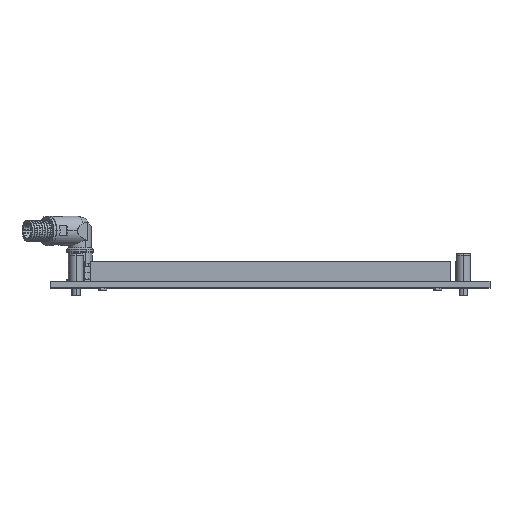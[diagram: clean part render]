
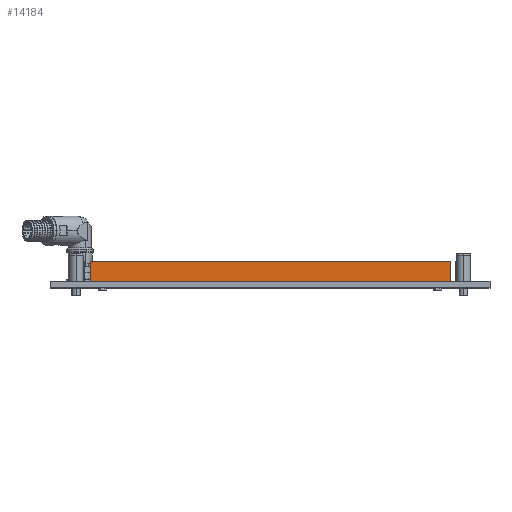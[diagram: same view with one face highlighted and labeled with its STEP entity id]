
A CAD part, top view. The second image highlights one B-rep face of the part: STEP entity #14184.
In plain terms, the highlighted planar face has unit normal (0, 0, 1).
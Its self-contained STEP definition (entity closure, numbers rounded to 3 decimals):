
#65 = ORIENTED_EDGE ( 'NONE', *, *, #13675, .T. ) ;
#292 = FACE_OUTER_BOUND ( 'NONE', #4337, .T. ) ;
#394 = DIRECTION ( 'NONE',  ( -1., 0., 0. ) ) ;
#707 = CARTESIAN_POINT ( 'NONE',  ( -180., -10., 4. ) ) ;
#1297 = CARTESIAN_POINT ( 'NONE',  ( 180., -10., 4. ) ) ;
#1427 = ORIENTED_EDGE ( 'NONE', *, *, #10322, .T. ) ;
#1776 = EDGE_CURVE ( 'NONE', #6647, #11989, #5157, .T. ) ;
#1929 = DIRECTION ( 'NONE',  ( 0., 1., 0. ) ) ;
#2313 = CARTESIAN_POINT ( 'NONE',  ( -180., 10., 4. ) ) ;
#2711 = VERTEX_POINT ( 'NONE', #707 ) ;
#2730 = LINE ( 'NONE', #9416, #12474 ) ;
#2913 = EDGE_CURVE ( 'NONE', #11989, #10887, #8922, .T. ) ;
#3883 = VECTOR ( 'NONE', #13972, 1000. ) ;
#4337 = EDGE_LOOP ( 'NONE', ( #1427, #65, #13368, #13780 ) ) ;
#4960 = VECTOR ( 'NONE', #394, 1000. ) ;
#5157 = LINE ( 'NONE', #13008, #6570 ) ;
#6570 = VECTOR ( 'NONE', #1929, 1000. ) ;
#6647 = VERTEX_POINT ( 'NONE', #1297 ) ;
#6703 = AXIS2_PLACEMENT_3D ( 'NONE', #8016, #8091, #10206 ) ;
#8016 = CARTESIAN_POINT ( 'NONE',  ( -180., 10., 4. ) ) ;
#8091 = DIRECTION ( 'NONE',  ( 0., 0., -1. ) ) ;
#8213 = LINE ( 'NONE', #10315, #3883 ) ;
#8922 = LINE ( 'NONE', #2313, #4960 ) ;
#9416 = CARTESIAN_POINT ( 'NONE',  ( -180., -10., 4. ) ) ;
#10024 = CARTESIAN_POINT ( 'NONE',  ( -180., 10., 4. ) ) ;
#10206 = DIRECTION ( 'NONE',  ( -1., 0., 0. ) ) ;
#10315 = CARTESIAN_POINT ( 'NONE',  ( -180., -10., 4. ) ) ;
#10322 = EDGE_CURVE ( 'NONE', #10887, #2711, #2730, .T. ) ;
#10887 = VERTEX_POINT ( 'NONE', #10024 ) ;
#11446 = CARTESIAN_POINT ( 'NONE',  ( 180., 10., 4. ) ) ;
#11462 = DIRECTION ( 'NONE',  ( 0., -1., 0. ) ) ;
#11989 = VERTEX_POINT ( 'NONE', #11446 ) ;
#12405 = PLANE ( 'NONE',  #6703 ) ;
#12474 = VECTOR ( 'NONE', #11462, 1000. ) ;
#13008 = CARTESIAN_POINT ( 'NONE',  ( 180., -10., 4. ) ) ;
#13368 = ORIENTED_EDGE ( 'NONE', *, *, #1776, .T. ) ;
#13675 = EDGE_CURVE ( 'NONE', #2711, #6647, #8213, .T. ) ;
#13780 = ORIENTED_EDGE ( 'NONE', *, *, #2913, .T. ) ;
#13972 = DIRECTION ( 'NONE',  ( 1., 0., 0. ) ) ;
#14184 = ADVANCED_FACE ( 'NONE', ( #292 ), #12405, .F. ) ;
